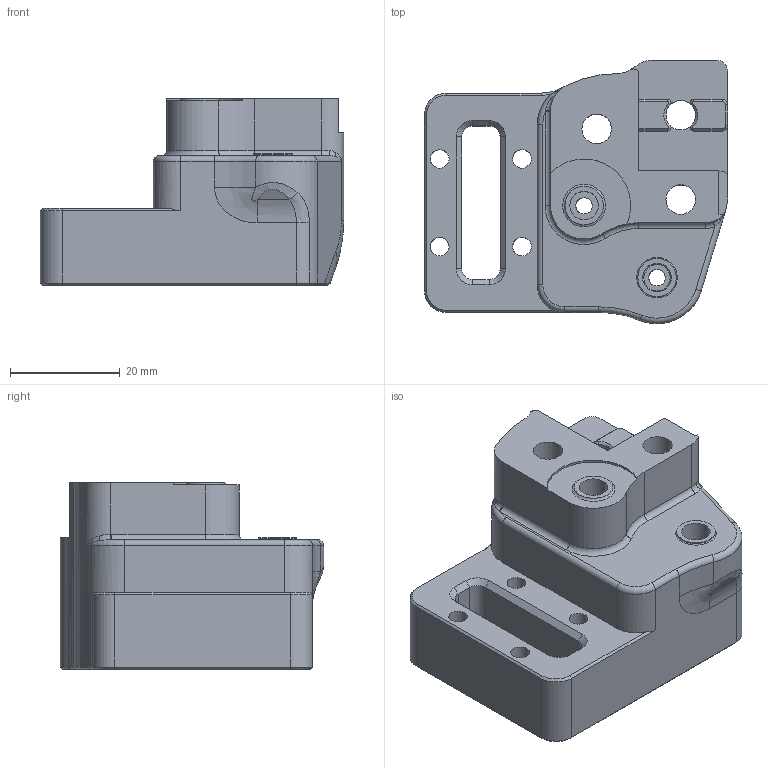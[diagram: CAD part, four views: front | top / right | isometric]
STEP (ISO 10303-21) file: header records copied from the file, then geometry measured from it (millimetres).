
FILE_DESCRIPTION(/* description */ (''),/* implementation_level */ '2;1');
FILE_NAME(/* name */ 'gates_mod_xy_joint_left_lower_MGN12 v2.step',/* time_stamp */ '2023-10-13T13:57:08-07:00',/* author */ (''),/* organization */ (''),/* preprocessor_version */ 'ST-DEVELOPER v20',/* originating_system */ 'Autodesk Translation Framework v12.14.0.127',/* authorisation */ '');
FILE_SCHEMA (('AUTOMOTIVE_DESIGN { 1 0 10303 214 3 1 1 }'));
Length unit declared in the file: millimetre
Products named in the file (1): gates_mod_xy_joint_left_lower_MGN12
Bounding box: 55.3 x 48.02 x 34 mm (x, y, z)
Volume: 44991 mm3; surface area: 13061.4 mm2
Topology: 1 solids, 1 shells, 223 faces, 558 edges, 339 vertices
Faces by surface type: plane 107, cylinder 52, cone 36, bspline 16, torus 12
Full cylindrical faces by diameter (mm): 3 x2, 3.4 x4, 5.2 x2, 5.4 x3, 7 x1
Entity records: 7133 total; most frequent: CARTESIAN_POINT 1724, DIRECTION 1127, ORIENTED_EDGE 1114, EDGE_CURVE 557, AXIS2_PLACEMENT_3D 394, LINE 339, VECTOR 339, VERTEX_POINT 339
